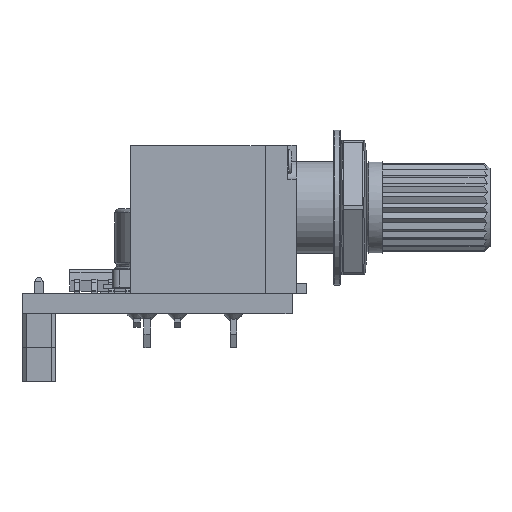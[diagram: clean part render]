
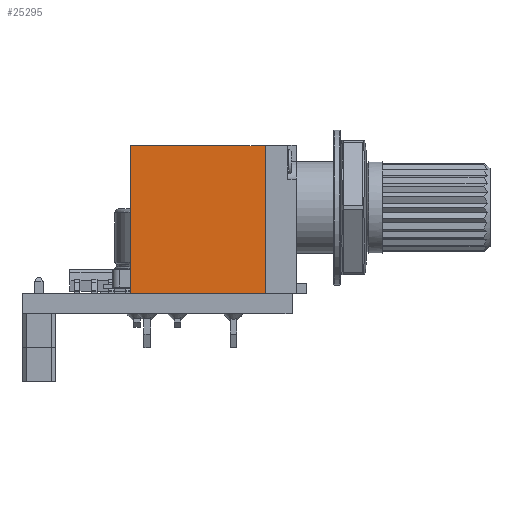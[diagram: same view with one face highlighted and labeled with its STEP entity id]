
A CAD part, left-side view. The second image highlights one B-rep face of the part: STEP entity #25295.
In plain terms, the highlighted planar face has unit normal (-1, 0, 0).
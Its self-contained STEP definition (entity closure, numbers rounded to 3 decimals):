
#3198 = VERTEX_POINT('',#3199);
#3199 = CARTESIAN_POINT('',(-14.3,-8.,1.5));
#3205 = EDGE_CURVE('',#3206,#3198,#3208,.T.);
#3206 = VERTEX_POINT('',#3207);
#3207 = CARTESIAN_POINT('',(-14.3,2.,1.5));
#3208 = LINE('',#3209,#3210);
#3209 = CARTESIAN_POINT('',(-14.3,-4.4,1.5));
#3210 = VECTOR('',#3211,1.);
#3211 = DIRECTION('',(0.,-1.,0.));
#11433 = VERTEX_POINT('',#11434);
#11434 = CARTESIAN_POINT('',(-14.3,-8.,12.5));
#11440 = EDGE_CURVE('',#3198,#11433,#11441,.T.);
#11441 = LINE('',#11442,#11443);
#11442 = CARTESIAN_POINT('',(-14.3,-8.,7.005));
#11443 = VECTOR('',#11444,1.);
#11444 = DIRECTION('',(0.,0.,1.));
#24384 = EDGE_CURVE('',#3206,#24385,#24387,.T.);
#24385 = VERTEX_POINT('',#24386);
#24386 = CARTESIAN_POINT('',(-14.3,2.,12.5));
#24387 = LINE('',#24388,#24389);
#24388 = CARTESIAN_POINT('',(-14.3,2.,1.5));
#24389 = VECTOR('',#24390,1.);
#24390 = DIRECTION('',(0.,0.,1.));
#25285 = EDGE_CURVE('',#24385,#11433,#25286,.T.);
#25286 = LINE('',#25287,#25288);
#25287 = CARTESIAN_POINT('',(-14.3,-4.4,12.5));
#25288 = VECTOR('',#25289,1.);
#25289 = DIRECTION('',(0.,-1.,0.));
#25295 = ADVANCED_FACE('',(#25296),#25302,.T.);
#25296 = FACE_BOUND('',#25297,.T.);
#25297 = EDGE_LOOP('',(#25298,#25299,#25300,#25301));
#25298 = ORIENTED_EDGE('',*,*,#11440,.T.);
#25299 = ORIENTED_EDGE('',*,*,#25285,.F.);
#25300 = ORIENTED_EDGE('',*,*,#24384,.F.);
#25301 = ORIENTED_EDGE('',*,*,#3205,.T.);
#25302 = PLANE('',#25303);
#25303 = AXIS2_PLACEMENT_3D('',#25304,#25305,#25306);
#25304 = CARTESIAN_POINT('',(-14.3,-7.6,1.5));
#25305 = DIRECTION('',(-1.,0.,0.));
#25306 = DIRECTION('',(0.,0.,1.));
